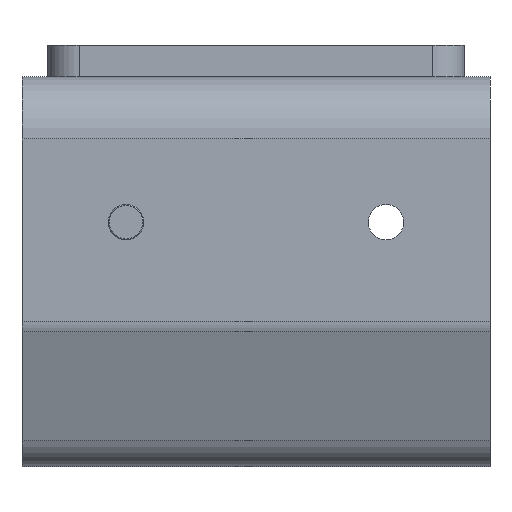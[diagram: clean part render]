
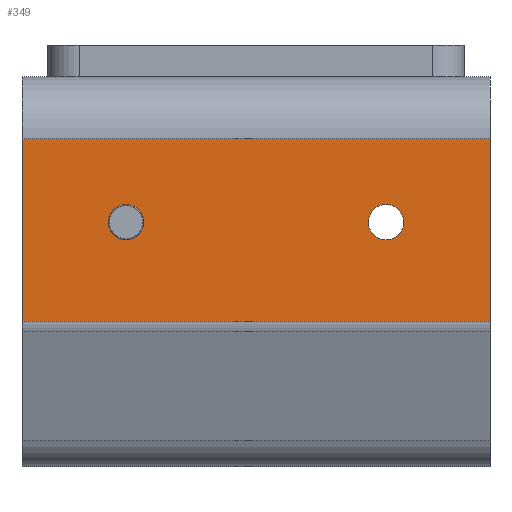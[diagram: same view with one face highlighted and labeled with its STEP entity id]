
A CAD part, left-side view. The second image highlights one B-rep face of the part: STEP entity #349.
In plain terms, the highlighted face is planar.
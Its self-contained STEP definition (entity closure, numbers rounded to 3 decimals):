
#349=ADVANCED_FACE('',(#693,#694,#695),#696,.T.);
#693=FACE_OUTER_BOUND('',#1017,.T.);
#694=FACE_BOUND('',#1018,.T.);
#695=FACE_BOUND('',#1019,.T.);
#696=PLANE('',#1020);
#1017=EDGE_LOOP('',(#1761,#1762,#1763,#1764));
#1018=EDGE_LOOP('',(#1765));
#1019=EDGE_LOOP('',(#1766));
#1020=AXIS2_PLACEMENT_3D('',#1767,#1768,#1769);
#1761=ORIENTED_EDGE('',*,*,#1993,.T.);
#1762=ORIENTED_EDGE('',*,*,#1932,.T.);
#1763=ORIENTED_EDGE('',*,*,#2092,.F.);
#1764=ORIENTED_EDGE('',*,*,#2037,.F.);
#1765=ORIENTED_EDGE('',*,*,#2059,.T.);
#1766=ORIENTED_EDGE('',*,*,#2102,.T.);
#1767=CARTESIAN_POINT('',(-241.362,786.26,-11.463));
#1768=DIRECTION('',(1.,0.,0.));
#1769=DIRECTION('',(0.,1.,0.));
#1932=EDGE_CURVE('',#2314,#2316,#2318,.T.);
#1993=EDGE_CURVE('',#2407,#2314,#2408,.T.);
#2037=EDGE_CURVE('',#2407,#2470,#2471,.T.);
#2059=EDGE_CURVE('',#2500,#2500,#2501,.T.);
#2092=EDGE_CURVE('',#2470,#2316,#2537,.T.);
#2102=EDGE_CURVE('',#2547,#2547,#2548,.T.);
#2314=VERTEX_POINT('',#2861);
#2316=VERTEX_POINT('',#2863);
#2318=LINE('',#2865,#2866);
#2407=VERTEX_POINT('',#2996);
#2408=LINE('',#2997,#2998);
#2470=VERTEX_POINT('',#3087);
#2471=LINE('',#3088,#3089);
#2500=VERTEX_POINT('',#3131);
#2501=CIRCLE('',#3132,3.4);
#2537=LINE('',#3193,#3194);
#2547=VERTEX_POINT('',#3204);
#2548=CIRCLE('',#3205,3.4);
#2861=CARTESIAN_POINT('',(-241.362,786.26,-11.463));
#2863=CARTESIAN_POINT('',(-241.362,876.26,-11.463));
#2865=CARTESIAN_POINT('',(-241.362,786.26,-11.463));
#2866=VECTOR('',#3388,1.);
#2996=CARTESIAN_POINT('',(-241.362,786.26,23.557));
#2997=CARTESIAN_POINT('',(-241.362,786.26,2.075));
#2998=VECTOR('',#3451,1.);
#3087=CARTESIAN_POINT('',(-241.362,876.26,23.557));
#3088=CARTESIAN_POINT('',(-241.362,786.26,23.557));
#3089=VECTOR('',#3510,1.);
#3131=CARTESIAN_POINT('',(-241.362,856.26,10.957));
#3132=AXIS2_PLACEMENT_3D('',#3544,#3545,#3546);
#3193=CARTESIAN_POINT('',(-241.362,876.26,2.075));
#3194=VECTOR('',#3570,1.);
#3204=CARTESIAN_POINT('',(-241.362,806.26,10.957));
#3205=AXIS2_PLACEMENT_3D('',#3574,#3575,#3576);
#3388=DIRECTION('',(0.,1.,0.));
#3451=DIRECTION('',(0.,0.,-1.));
#3510=DIRECTION('',(0.,1.,0.));
#3544=CARTESIAN_POINT('',(-241.362,856.26,7.557));
#3545=DIRECTION('',(-1.,0.,0.));
#3546=DIRECTION('',(0.,0.,1.));
#3570=DIRECTION('',(0.,0.,-1.));
#3574=CARTESIAN_POINT('',(-241.362,806.26,7.557));
#3575=DIRECTION('',(-1.,0.,0.));
#3576=DIRECTION('',(0.,0.,1.));
